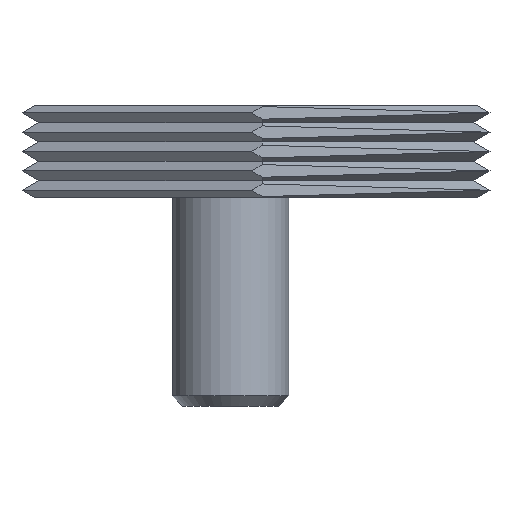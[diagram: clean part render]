
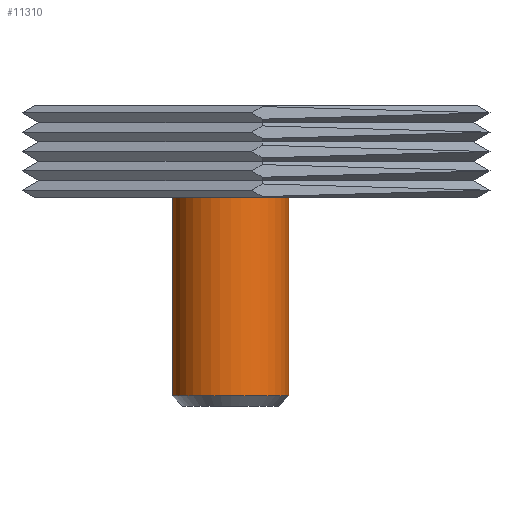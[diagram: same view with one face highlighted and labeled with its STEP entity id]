
A CAD part, left-side view. The second image highlights one B-rep face of the part: STEP entity #11310.
In plain terms, the highlighted cylindrical face has radius 6.35 mm (diameter 12.7 mm), a partial arc.
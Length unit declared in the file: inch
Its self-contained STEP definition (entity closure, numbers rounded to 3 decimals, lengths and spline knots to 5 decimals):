
#10069 = VECTOR ( 'NONE', #10115, 39.37008 ) ;
#10070 = CARTESIAN_POINT ( 'NONE',  ( 0., 0., 0.25 ) ) ;
#10077 = CARTESIAN_POINT ( 'NONE',  ( 1.2192, 0., -0.25 ) ) ;
#10084 = LINE ( 'NONE', #10070, #10069 ) ;
#10087 = CIRCLE ( 'NONE', #10177, 0.25 ) ;
#10098 = DIRECTION ( 'NONE',  ( -1., 0., 0. ) ) ;
#10099 = VECTOR ( 'NONE', #10098, 39.37008 ) ;
#10100 = CARTESIAN_POINT ( 'NONE',  ( 0., 0., -0.25 ) ) ;
#10105 = LINE ( 'NONE', #10100, #10099 ) ;
#10115 = DIRECTION ( 'NONE',  ( -1., 0., 0. ) ) ;
#10171 = DIRECTION ( 'NONE',  ( 0., 0., 1. ) ) ;
#10172 = DIRECTION ( 'NONE',  ( -1., 0., 0. ) ) ;
#10173 = CARTESIAN_POINT ( 'NONE',  ( 0.265, 0., 0. ) ) ;
#10177 = AXIS2_PLACEMENT_3D ( 'NONE', #10173, #10172, #10171 ) ;
#10185 = CARTESIAN_POINT ( 'NONE',  ( 1.2192, 0., 0.25 ) ) ;
#10230 = DIRECTION ( 'NONE',  ( -1., 0., 0. ) ) ;
#10231 = CARTESIAN_POINT ( 'NONE',  ( 0., 0., 0. ) ) ;
#10244 = AXIS2_PLACEMENT_3D ( 'NONE', #10231, #10230, #10304 ) ;
#10259 = FACE_OUTER_BOUND ( 'NONE', #11212, .T. ) ;
#10274 = CARTESIAN_POINT ( 'NONE',  ( 0.265, 0., 0.25 ) ) ;
#10304 = DIRECTION ( 'NONE',  ( 0., 0., 1. ) ) ;
#10310 = DIRECTION ( 'NONE',  ( 0., 0., 1. ) ) ;
#10311 = DIRECTION ( 'NONE',  ( -1., 0., 0. ) ) ;
#10312 = AXIS2_PLACEMENT_3D ( 'NONE', #10318, #10311, #10310 ) ;
#10313 = CYLINDRICAL_SURFACE ( 'NONE', #10244, 0.25 ) ;
#10315 = CARTESIAN_POINT ( 'NONE',  ( 0.265, 0., -0.25 ) ) ;
#10318 = CARTESIAN_POINT ( 'NONE',  ( 1.2192, 0., 0. ) ) ;
#10319 = CIRCLE ( 'NONE', #10312, 0.25 ) ;
#11212 = EDGE_LOOP ( 'NONE', ( #11263, #11261, #11222, #11308 ) ) ;
#11215 = VERTEX_POINT ( 'NONE', #10077 ) ;
#11222 = ORIENTED_EDGE ( 'NONE', *, *, #11260, .F. ) ;
#11223 = EDGE_CURVE ( 'NONE', #11257, #11306, #10084, .T. ) ;
#11231 = EDGE_CURVE ( 'NONE', #11215, #11307, #10105, .T. ) ;
#11257 = VERTEX_POINT ( 'NONE', #10185 ) ;
#11260 = EDGE_CURVE ( 'NONE', #11306, #11307, #10087, .T. ) ;
#11261 = ORIENTED_EDGE ( 'NONE', *, *, #11231, .T. ) ;
#11263 = ORIENTED_EDGE ( 'NONE', *, *, #11309, .T. ) ;
#11306 = VERTEX_POINT ( 'NONE', #10274 ) ;
#11307 = VERTEX_POINT ( 'NONE', #10315 ) ;
#11308 = ORIENTED_EDGE ( 'NONE', *, *, #11223, .F. ) ;
#11309 = EDGE_CURVE ( 'NONE', #11257, #11215, #10319, .T. ) ;
#11310 = ADVANCED_FACE ( 'NONE', ( #10259 ), #10313, .T. ) ;
